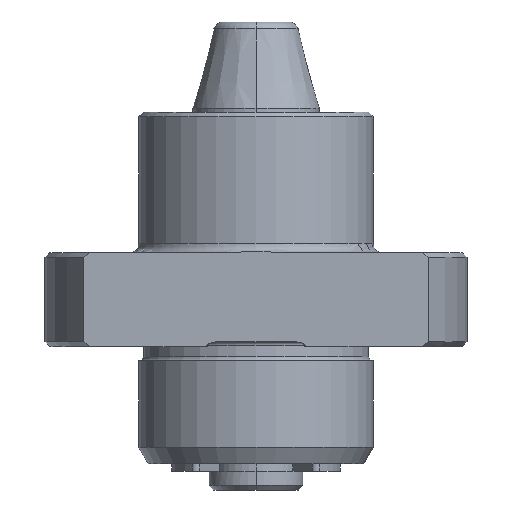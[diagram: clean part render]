
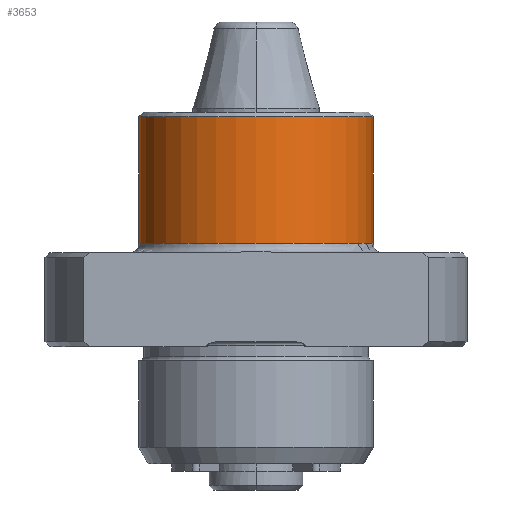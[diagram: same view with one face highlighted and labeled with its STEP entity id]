
A CAD part, front view. The second image highlights one B-rep face of the part: STEP entity #3653.
In plain terms, the highlighted cylindrical face has radius 12.5 mm (diameter 25 mm), a partial arc.
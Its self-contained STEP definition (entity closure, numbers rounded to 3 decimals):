
#279 = CARTESIAN_POINT ( 'NONE',  ( 12.5, 0., -20.247 ) ) ;
#323 = CARTESIAN_POINT ( 'NONE',  ( -12.5, 0., 24.5 ) ) ;
#422 = CARTESIAN_POINT ( 'NONE',  ( 0., 0., 11. ) ) ;
#562 = AXIS2_PLACEMENT_3D ( 'NONE', #1131, #2642, #3781 ) ;
#815 = AXIS2_PLACEMENT_3D ( 'NONE', #2865, #3535, #2037 ) ;
#1009 = VECTOR ( 'NONE', #1484, 1000. ) ;
#1131 = CARTESIAN_POINT ( 'NONE',  ( 0., 0., 24.5 ) ) ;
#1254 = CIRCLE ( 'NONE', #1503, 12.5 ) ;
#1455 = CIRCLE ( 'NONE', #562, 12.5 ) ;
#1484 = DIRECTION ( 'NONE',  ( 0., 0., -1. ) ) ;
#1503 = AXIS2_PLACEMENT_3D ( 'NONE', #422, #2823, #1655 ) ;
#1505 = CARTESIAN_POINT ( 'NONE',  ( -12.5, 0., -20.247 ) ) ;
#1646 = ORIENTED_EDGE ( 'NONE', *, *, #3802, .F. ) ;
#1655 = DIRECTION ( 'NONE',  ( -1., 0., 0. ) ) ;
#1985 = VERTEX_POINT ( 'NONE', #323 ) ;
#2037 = DIRECTION ( 'NONE',  ( -1., 0., 0. ) ) ;
#2077 = VERTEX_POINT ( 'NONE', #3616 ) ;
#2234 = VERTEX_POINT ( 'NONE', #2811 ) ;
#2303 = ORIENTED_EDGE ( 'NONE', *, *, #2671, .F. ) ;
#2390 = VECTOR ( 'NONE', #3574, 1000. ) ;
#2542 = ORIENTED_EDGE ( 'NONE', *, *, #3278, .T. ) ;
#2572 = FACE_OUTER_BOUND ( 'NONE', #3752, .T. ) ;
#2642 = DIRECTION ( 'NONE',  ( 0., 0., -1. ) ) ;
#2658 = LINE ( 'NONE', #1505, #2390 ) ;
#2671 = EDGE_CURVE ( 'NONE', #3365, #2234, #1254, .T. ) ;
#2811 = CARTESIAN_POINT ( 'NONE',  ( -12.5, 0., 11. ) ) ;
#2823 = DIRECTION ( 'NONE',  ( 0., 0., -1. ) ) ;
#2830 = CYLINDRICAL_SURFACE ( 'NONE', #815, 12.5 ) ;
#2865 = CARTESIAN_POINT ( 'NONE',  ( 0., 0., -20.247 ) ) ;
#3278 = EDGE_CURVE ( 'NONE', #2077, #1985, #1455, .T. ) ;
#3365 = VERTEX_POINT ( 'NONE', #3865 ) ;
#3408 = EDGE_CURVE ( 'NONE', #1985, #2234, #2658, .T. ) ;
#3535 = DIRECTION ( 'NONE',  ( 0., 0., -1. ) ) ;
#3551 = LINE ( 'NONE', #279, #1009 ) ;
#3574 = DIRECTION ( 'NONE',  ( 0., 0., -1. ) ) ;
#3616 = CARTESIAN_POINT ( 'NONE',  ( 12.5, 0., 24.5 ) ) ;
#3653 = ADVANCED_FACE ( 'NONE', ( #2572 ), #2830, .T. ) ;
#3752 = EDGE_LOOP ( 'NONE', ( #1646, #2542, #3904, #2303 ) ) ;
#3781 = DIRECTION ( 'NONE',  ( -1., 0., 0. ) ) ;
#3802 = EDGE_CURVE ( 'NONE', #2077, #3365, #3551, .T. ) ;
#3865 = CARTESIAN_POINT ( 'NONE',  ( 12.5, 0., 11. ) ) ;
#3904 = ORIENTED_EDGE ( 'NONE', *, *, #3408, .T. ) ;
